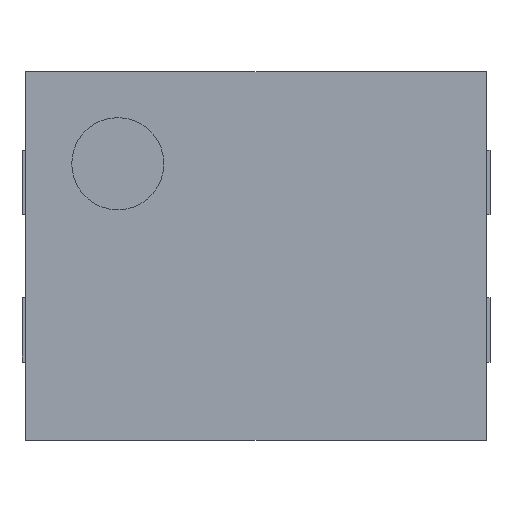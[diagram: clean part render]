
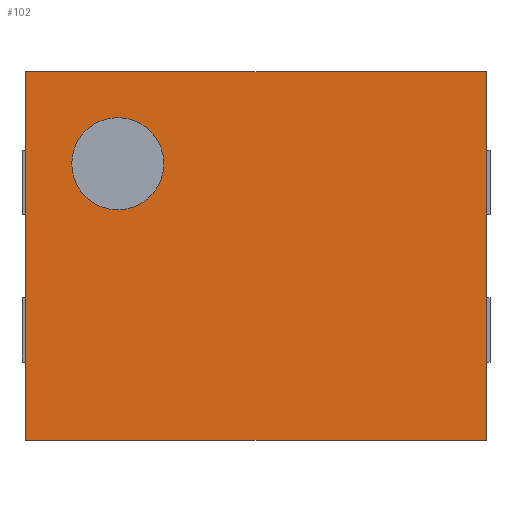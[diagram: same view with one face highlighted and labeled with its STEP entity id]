
A CAD part, top view. The second image highlights one B-rep face of the part: STEP entity #102.
In plain terms, the highlighted planar face has unit normal (0, 0, 1).
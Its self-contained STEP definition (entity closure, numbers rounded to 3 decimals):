
#13=DIRECTION('',(0.,0.,1.));
#14=DIRECTION('',(1.,0.,0.));
#61=VERTEX_POINT('',#62);
#62=CARTESIAN_POINT('',(-1.25,-1.,0.97));
#70=VECTOR('',#71,1.);
#71=DIRECTION('',(0.,1.,0.));
#74=VERTEX_POINT('',#75);
#75=CARTESIAN_POINT('',(-1.25,1.,0.97));
#77=ORIENTED_EDGE('',*,*,#78,.F.);
#78=EDGE_CURVE('',#61,#74,#79,.T.);
#79=LINE('',#62,#70);
#90=VECTOR('',#14,1.);
#92=ORIENTED_EDGE('',*,*,#93,.T.);
#93=EDGE_CURVE('',#61,#94,#96,.T.);
#94=VERTEX_POINT('',#95);
#95=CARTESIAN_POINT('',(1.25,-1.,0.97));
#96=LINE('',#62,#90);
#102=ADVANCED_FACE('',(#103,#113),#124,.T.);
#103=FACE_BOUND('',#104,.T.);
#104=EDGE_LOOP('',(#77,#92,#105,#110));
#105=ORIENTED_EDGE('',*,*,#106,.T.);
#106=EDGE_CURVE('',#94,#107,#109,.T.);
#107=VERTEX_POINT('',#108);
#108=CARTESIAN_POINT('',(1.25,1.,0.97));
#109=LINE('',#95,#70);
#110=ORIENTED_EDGE('',*,*,#111,.F.);
#111=EDGE_CURVE('',#74,#107,#112,.T.);
#112=LINE('',#75,#90);
#113=FACE_BOUND('',#114,.T.);
#114=EDGE_LOOP('',(#115));
#115=ORIENTED_EDGE('',*,*,#116,.T.);
#116=EDGE_CURVE('',#117,#117,#119,.T.);
#117=VERTEX_POINT('',#118);
#118=CARTESIAN_POINT('',(-1.,0.5,0.97));
#119=CIRCLE('',#120,0.25);
#120=AXIS2_PLACEMENT_3D('',#121,#122,#123);
#121=CARTESIAN_POINT('',(-0.75,0.5,0.97));
#122=DIRECTION('',(0.,0.,-1.));
#123=DIRECTION('',(-1.,0.,0.));
#124=PLANE('',#125);
#125=AXIS2_PLACEMENT_3D('',#62,#13,#14);
